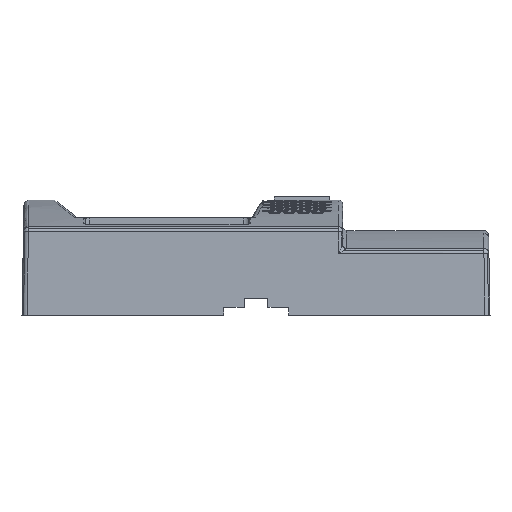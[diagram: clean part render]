
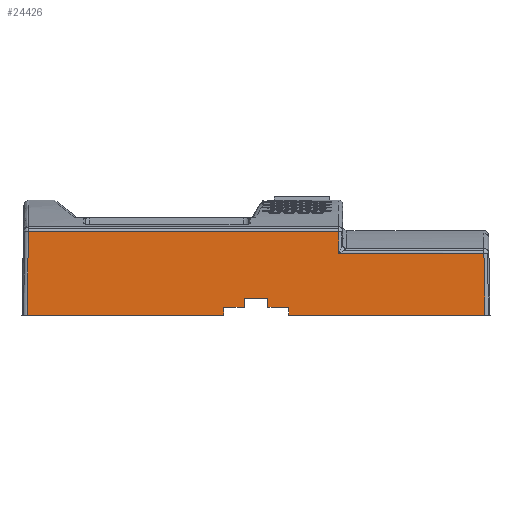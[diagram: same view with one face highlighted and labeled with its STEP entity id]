
A CAD part, left-side view. The second image highlights one B-rep face of the part: STEP entity #24426.
In plain terms, the highlighted planar face has unit normal (-1, 0, 0.018).
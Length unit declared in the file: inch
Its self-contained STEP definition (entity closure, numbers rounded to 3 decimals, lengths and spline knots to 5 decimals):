
#565=CARTESIAN_POINT('',(-2.06778,1.42779,0.0));
#566=VERTEX_POINT('',#565);
#574=CARTESIAN_POINT('',(-2.05612,1.41612,0.66815));
#575=VERTEX_POINT('',#574);
#576=CARTESIAN_POINT('',(-2.06778,1.42779,0.0));
#577=DIRECTION('',(0.017,-0.017,1.));
#578=VECTOR('',#577,0.66836);
#579=LINE('',#576,#578);
#580=EDGE_CURVE('',#566,#575,#579,.T.);
#23384=CARTESIAN_POINT('',(-2.05914,-1.06622,0.49503));
#23385=VERTEX_POINT('',#23384);
#23652=CARTESIAN_POINT('',(-2.05914,-2.22758,0.49503));
#23653=VERTEX_POINT('',#23652);
#23654=CARTESIAN_POINT('',(-2.05914,-1.06622,0.49503));
#23655=DIRECTION('',(0.0,-1.0,0.0));
#23656=VECTOR('',#23655,1.16137);
#23657=LINE('',#23654,#23656);
#23658=EDGE_CURVE('',#23385,#23653,#23657,.T.);
#24314=CARTESIAN_POINT('',(-2.06778,-2.23622,0.0));
#24315=VERTEX_POINT('',#24314);
#24316=CARTESIAN_POINT('',(-2.05914,-2.22758,0.49503));
#24317=DIRECTION('',(-0.017,-0.017,-1.));
#24318=VECTOR('',#24317,0.49518);
#24319=LINE('',#24316,#24318);
#24320=EDGE_CURVE('',#23653,#24315,#24319,.T.);
#24332=CARTESIAN_POINT('',(-2.06778,-2.27622,0.0));
#24333=DIRECTION('',(-1.,0.,0.017));
#24334=DIRECTION('',(0.0,-1.0,0.0));
#24335=AXIS2_PLACEMENT_3D('',#24332,#24333,#24334);
#24336=PLANE('',#24335);
#24337=ORIENTED_EDGE('',*,*,#23658,.F.);
#24338=CARTESIAN_POINT('',(-2.05612,-1.06622,0.66815));
#24339=VERTEX_POINT('',#24338);
#24340=CARTESIAN_POINT('',(-2.05914,-1.06622,0.49503));
#24341=DIRECTION('',(0.017,0.0,1.));
#24342=VECTOR('',#24341,0.17315);
#24343=LINE('',#24340,#24342);
#24344=EDGE_CURVE('',#23385,#24339,#24343,.T.);
#24345=ORIENTED_EDGE('',*,*,#24344,.T.);
#24346=CARTESIAN_POINT('',(-2.05612,1.41612,0.66815));
#24347=DIRECTION('',(0.0,-1.0,0.0));
#24348=VECTOR('',#24347,2.48234);
#24349=LINE('',#24346,#24348);
#24350=EDGE_CURVE('',#575,#24339,#24349,.T.);
#24351=ORIENTED_EDGE('',*,*,#24350,.F.);
#24352=ORIENTED_EDGE('',*,*,#580,.F.);
#24353=CARTESIAN_POINT('',(-2.06778,-0.14467,0.0));
#24354=VERTEX_POINT('',#24353);
#24355=CARTESIAN_POINT('',(-2.06778,1.42779,0.0));
#24356=DIRECTION('',(0.0,-1.0,0.0));
#24357=VECTOR('',#24356,1.57246);
#24358=LINE('',#24355,#24357);
#24359=EDGE_CURVE('',#566,#24354,#24358,.T.);
#24360=ORIENTED_EDGE('',*,*,#24359,.T.);
#24361=CARTESIAN_POINT('',(-2.06668,-0.14577,0.063));
#24362=VERTEX_POINT('',#24361);
#24363=CARTESIAN_POINT('',(-2.06778,-0.14467,0.0));
#24364=DIRECTION('',(0.017,-0.017,1.));
#24365=VECTOR('',#24364,0.06302);
#24366=LINE('',#24363,#24365);
#24367=EDGE_CURVE('',#24354,#24362,#24366,.T.);
#24368=ORIENTED_EDGE('',*,*,#24367,.T.);
#24369=CARTESIAN_POINT('',(-2.06668,-0.30967,0.063));
#24370=VERTEX_POINT('',#24369);
#24371=CARTESIAN_POINT('',(-2.06668,-0.14577,0.063));
#24372=DIRECTION('',(0.0,-1.0,0.0));
#24373=VECTOR('',#24372,0.1639);
#24374=LINE('',#24371,#24373);
#24375=EDGE_CURVE('',#24362,#24370,#24374,.T.);
#24376=ORIENTED_EDGE('',*,*,#24375,.T.);
#24377=CARTESIAN_POINT('',(-2.06537,-0.31098,0.138));
#24378=VERTEX_POINT('',#24377);
#24379=CARTESIAN_POINT('',(-2.06668,-0.30967,0.063));
#24380=DIRECTION('',(0.017,-0.017,1.));
#24381=VECTOR('',#24380,0.07502);
#24382=LINE('',#24379,#24381);
#24383=EDGE_CURVE('',#24370,#24378,#24382,.T.);
#24384=ORIENTED_EDGE('',*,*,#24383,.T.);
#24385=CARTESIAN_POINT('',(-2.06537,-0.49836,0.138));
#24386=VERTEX_POINT('',#24385);
#24387=CARTESIAN_POINT('',(-2.06537,-0.31098,0.138));
#24388=DIRECTION('',(0.0,-1.0,0.0));
#24389=VECTOR('',#24388,0.18738);
#24390=LINE('',#24387,#24389);
#24391=EDGE_CURVE('',#24378,#24386,#24390,.T.);
#24392=ORIENTED_EDGE('',*,*,#24391,.T.);
#24393=CARTESIAN_POINT('',(-2.06668,-0.49967,0.063));
#24394=VERTEX_POINT('',#24393);
#24395=CARTESIAN_POINT('',(-2.06537,-0.49836,0.138));
#24396=DIRECTION('',(-0.017,-0.017,-1.));
#24397=VECTOR('',#24396,0.07502);
#24398=LINE('',#24395,#24397);
#24399=EDGE_CURVE('',#24386,#24394,#24398,.T.);
#24400=ORIENTED_EDGE('',*,*,#24399,.T.);
#24401=CARTESIAN_POINT('',(-2.06668,-0.66357,0.063));
#24402=VERTEX_POINT('',#24401);
#24403=CARTESIAN_POINT('',(-2.06668,-0.49967,0.063));
#24404=DIRECTION('',(0.0,-1.0,0.0));
#24405=VECTOR('',#24404,0.1639);
#24406=LINE('',#24403,#24405);
#24407=EDGE_CURVE('',#24394,#24402,#24406,.T.);
#24408=ORIENTED_EDGE('',*,*,#24407,.T.);
#24409=CARTESIAN_POINT('',(-2.06778,-0.66467,0.0));
#24410=VERTEX_POINT('',#24409);
#24411=CARTESIAN_POINT('',(-2.06668,-0.66357,0.063));
#24412=DIRECTION('',(-0.017,-0.017,-1.));
#24413=VECTOR('',#24412,0.06302);
#24414=LINE('',#24411,#24413);
#24415=EDGE_CURVE('',#24402,#24410,#24414,.T.);
#24416=ORIENTED_EDGE('',*,*,#24415,.T.);
#24417=CARTESIAN_POINT('',(-2.06778,-0.66467,0.0));
#24418=DIRECTION('',(0.0,-1.0,0.0));
#24419=VECTOR('',#24418,1.57156);
#24420=LINE('',#24417,#24419);
#24421=EDGE_CURVE('',#24410,#24315,#24420,.T.);
#24422=ORIENTED_EDGE('',*,*,#24421,.T.);
#24423=ORIENTED_EDGE('',*,*,#24320,.F.);
#24424=EDGE_LOOP('',(#24337,#24345,#24351,#24352,#24360,#24368,#24376,#24384,#24392,#24400,#24408,#24416,#24422,#24423));
#24425=FACE_OUTER_BOUND('',#24424,.T.);
#24426=ADVANCED_FACE('',(#24425),#24336,.T.);
